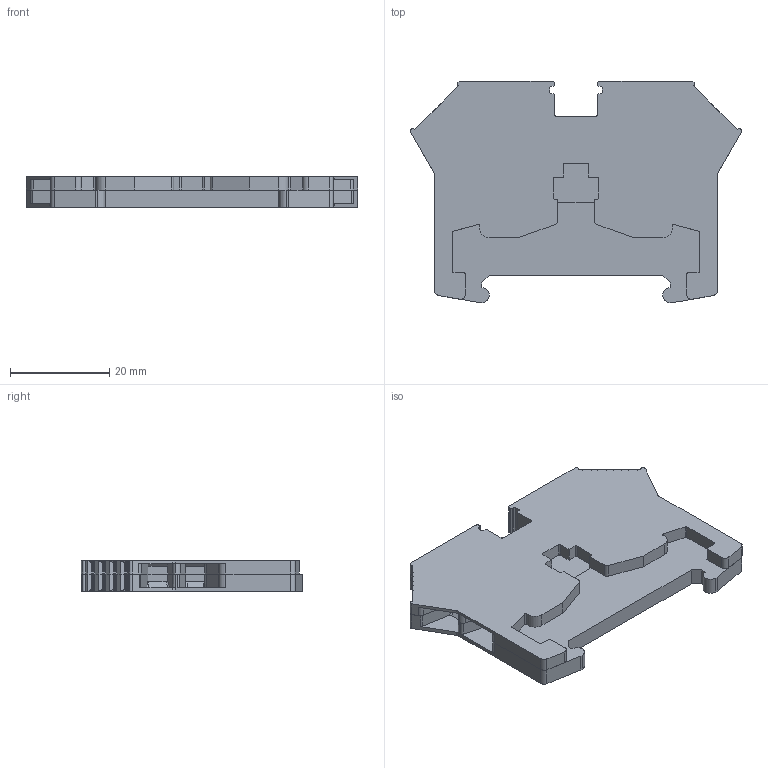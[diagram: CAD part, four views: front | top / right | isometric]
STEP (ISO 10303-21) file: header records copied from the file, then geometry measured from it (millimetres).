
FILE_DESCRIPTION(/* description */ (''),/* implementation_level */ '2;1');
FILE_NAME(/* name */ '1062_SL25_35_ZRL_iso.stp',/* time_stamp */ '2011-07-19T09:12:02+02:00',/* author */ (''),/* organization */ (''),/* preprocessor_version */ 'ST-DEVELOPER v11',/* originating_system */ 'SIEMENS UGS NX 6.0',/* authorisation */ '');
FILE_SCHEMA (('CONFIG_CONTROL_DESIGN'));
Length unit declared in the file: millimetre
Products named in the file (1): 1062_SL25_35_ZRL_iso
Bounding box: 66.75 x 44.6 x 6.1 mm (x, y, z)
Volume: 11150.9 mm3; surface area: 7393.5 mm2
Topology: 1 solids, 12 shells, 577 faces, 1576 edges, 1023 vertices
Faces by surface type: plane 427, cylinder 140, torus 8, cone 2
Full cylindrical faces by diameter (mm): 2.15 x10, 4 x1
Entity records: 18127 total; most frequent: CARTESIAN_POINT 3417, ORIENTED_EDGE 3094, DIRECTION 2979, EDGE_CURVE 1547, LINE 1165, VECTOR 1165, VERTEX_POINT 1013, AXIS2_PLACEMENT_3D 907
